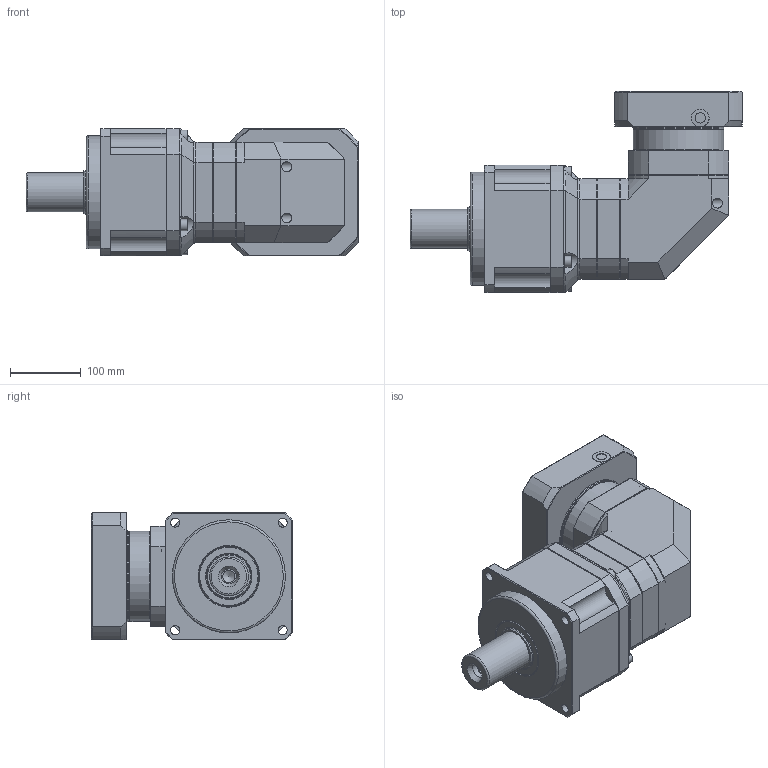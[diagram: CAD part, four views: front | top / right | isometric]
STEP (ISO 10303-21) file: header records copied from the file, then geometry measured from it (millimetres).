
FILE_DESCRIPTION(/* description */ (''),/* implementation_level */ '2;1');
FILE_NAME(/* name */ 'NPR18000A2-180A-S1.stp',/* time_stamp */ '2018-11-02T18:38:33+09:00',/* author */ ('Y.J.JI'),/* organization */ (''),/* preprocessor_version */ 'ST-DEVELOPER v15.6',/* originating_system */ 'Autodesk Inventor 2015',/* authorisation */ '');
FILE_SCHEMA (('AUTOMOTIVE_DESIGN { 1 0 10303 214 3 1 1 }'));
Length unit declared in the file: millimetre
Products named in the file (1): NPR18000A2-180A-S1
Bounding box: 469.5 x 284.3 x 181 mm (x, y, z)
Volume: 8078432.7 mm3; surface area: 628930.3 mm2
Topology: 2 solids, 34 shells, 777 faces, 1819 edges, 1152 vertices
Faces by surface type: plane 365, cylinder 212, cone 132, torus 50, bspline 14, sphere 4
Full cylindrical faces by diameter (mm): 6.647 x18, 8 x14, 8.376 x5, 8.5 x12, 9 x6, 10 x5, 10.106 x4, 11 x5, 12.5 x1, 13 x18, 14 x19, 14.5 x1, 16 x5, 17.294 x1, 21 x1, 25 x1, 38 x1, 48 x1, 55 x1, 63 x2, 72 x1, 80 x1, 82 x1, 85 x2, 94 x1, 96 x1, 128 x2, 135 x1, 160 x2
Entity records: 21044 total; most frequent: CARTESIAN_POINT 4769, DIRECTION 3240, ORIENTED_EDGE 2916, EDGE_CURVE 1458, AXIS2_PLACEMENT_3D 1345, EDGE_LOOP 1111, VERTEX_POINT 1043, FACE_OUTER_BOUND 777
